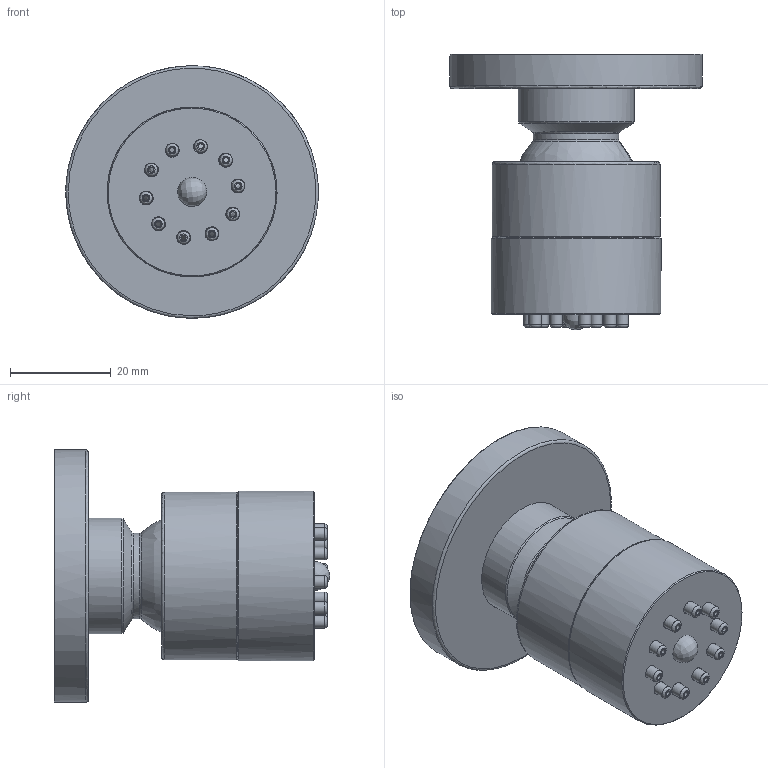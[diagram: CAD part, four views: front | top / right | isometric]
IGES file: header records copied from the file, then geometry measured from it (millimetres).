
Global section: file name: V1076-A; native system: Autodesk Inventor 2024; preprocessor: unknown; author: oreeves; date: 20241009.122334; units: millimetre
Bounding box: 50.16 x 54.75 x 50.2 mm (x, y, z)
Volume: 28857.7 mm3; surface area: 25483.9 mm2
Topology: 7 solids, 7 shells, 140 faces, 396 edges, 292 vertices
Faces by surface type: bspline 140
